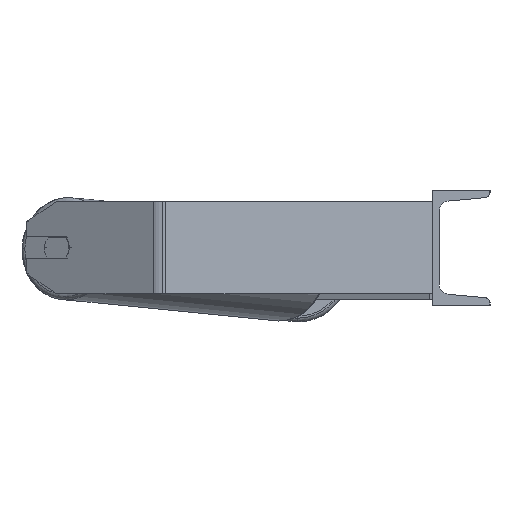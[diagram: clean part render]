
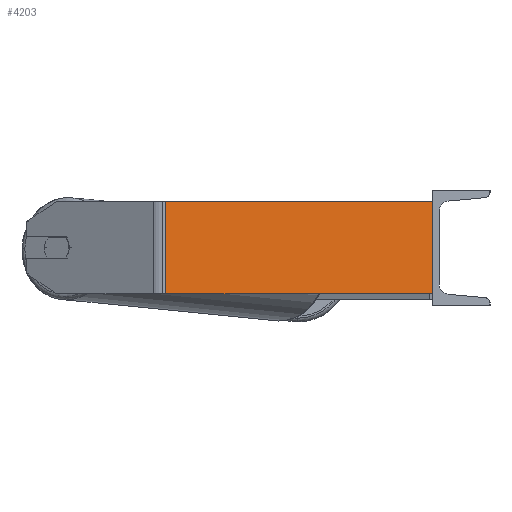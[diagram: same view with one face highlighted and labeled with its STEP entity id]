
A CAD part, left-side view. The second image highlights one B-rep face of the part: STEP entity #4203.
In plain terms, the highlighted planar face has unit normal (-0.985, -0.174, 0).
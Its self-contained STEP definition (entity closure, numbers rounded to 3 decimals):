
#131 = VERTEX_POINT ( 'NONE', #507 ) ;
#252 = EDGE_CURVE ( 'NONE', #6110, #131, #5616, .T. ) ;
#507 = CARTESIAN_POINT ( 'NONE',  ( -585., 0., 40. ) ) ;
#557 = CARTESIAN_POINT ( 'NONE',  ( -625.792, 231.341, -40. ) ) ;
#700 = EDGE_LOOP ( 'NONE', ( #5575, #1518, #2174, #7389 ) ) ;
#703 = EDGE_CURVE ( 'NONE', #131, #947, #7690, .T. ) ;
#844 = EDGE_CURVE ( 'NONE', #6110, #1173, #5752, .T. ) ;
#947 = VERTEX_POINT ( 'NONE', #6437 ) ;
#1173 = VERTEX_POINT ( 'NONE', #557 ) ;
#1375 = CARTESIAN_POINT ( 'NONE',  ( -585., 0., 40. ) ) ;
#1518 = ORIENTED_EDGE ( 'NONE', *, *, #703, .F. ) ;
#2174 = ORIENTED_EDGE ( 'NONE', *, *, #252, .F. ) ;
#2473 = DIRECTION ( 'NONE',  ( 0., 0., -1. ) ) ;
#3220 = EDGE_CURVE ( 'NONE', #1173, #947, #6621, .T. ) ;
#3601 = CARTESIAN_POINT ( 'NONE',  ( -626.803, 237.076, 40. ) ) ;
#3630 = AXIS2_PLACEMENT_3D ( 'NONE', #3995, #6817, #5427 ) ;
#3843 = CARTESIAN_POINT ( 'NONE',  ( -626.803, 237.076, -40. ) ) ;
#3954 = FACE_OUTER_BOUND ( 'NONE', #700, .T. ) ;
#3995 = CARTESIAN_POINT ( 'NONE',  ( -626.803, 237.076, 40. ) ) ;
#4203 = ADVANCED_FACE ( 'NONE', ( #3954 ), #7510, .F. ) ;
#4881 = CARTESIAN_POINT ( 'NONE',  ( -625.792, 231.341, 40. ) ) ;
#4917 = DIRECTION ( 'NONE',  ( 0., 0., -1. ) ) ;
#5427 = DIRECTION ( 'NONE',  ( -0.174, 0.985, 0. ) ) ;
#5436 = VECTOR ( 'NONE', #7756, 1000. ) ;
#5483 = VECTOR ( 'NONE', #2473, 1000. ) ;
#5575 = ORIENTED_EDGE ( 'NONE', *, *, #3220, .T. ) ;
#5616 = LINE ( 'NONE', #3601, #5436 ) ;
#5752 = LINE ( 'NONE', #8794, #5483 ) ;
#6110 = VERTEX_POINT ( 'NONE', #4881 ) ;
#6127 = VECTOR ( 'NONE', #8744, 1000. ) ;
#6437 = CARTESIAN_POINT ( 'NONE',  ( -585., 0., -40. ) ) ;
#6621 = LINE ( 'NONE', #3843, #6127 ) ;
#6817 = DIRECTION ( 'NONE',  ( 0.985, 0.174, 0. ) ) ;
#6841 = VECTOR ( 'NONE', #4917, 1000. ) ;
#7389 = ORIENTED_EDGE ( 'NONE', *, *, #844, .T. ) ;
#7510 = PLANE ( 'NONE',  #3630 ) ;
#7690 = LINE ( 'NONE', #1375, #6841 ) ;
#7756 = DIRECTION ( 'NONE',  ( 0.174, -0.985, 0. ) ) ;
#8744 = DIRECTION ( 'NONE',  ( 0.174, -0.985, 0. ) ) ;
#8794 = CARTESIAN_POINT ( 'NONE',  ( -625.792, 231.341, 40. ) ) ;
